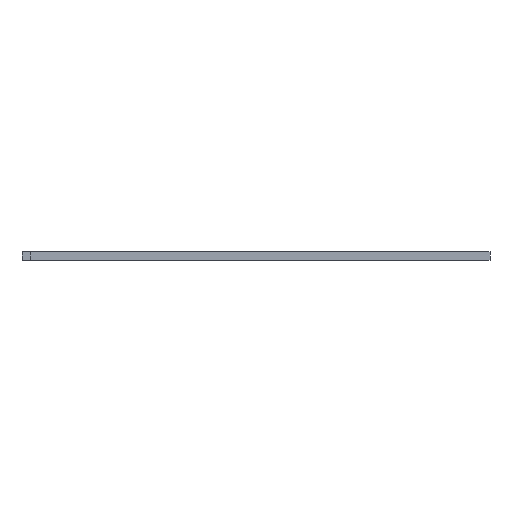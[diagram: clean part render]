
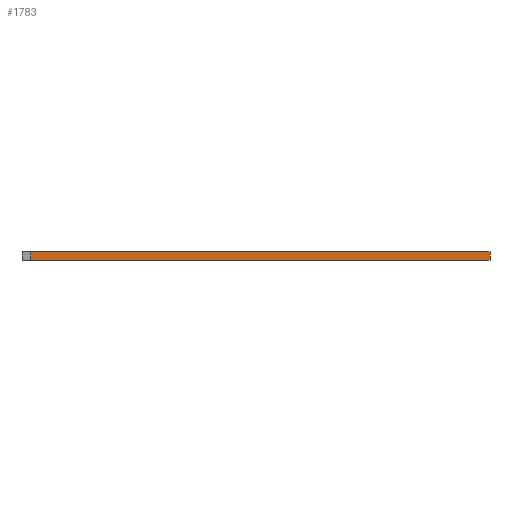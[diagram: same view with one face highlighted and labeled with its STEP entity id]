
A CAD part, front view. The second image highlights one B-rep face of the part: STEP entity #1783.
In plain terms, the highlighted planar face has unit normal (0, -1, 0).
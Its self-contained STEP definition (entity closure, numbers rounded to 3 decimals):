
#77=FACE_OUTER_BOUND('',#173,.T.);
#173=EDGE_LOOP('',(#1399,#1400,#1401,#1402));
#349=LINE('',#2607,#601);
#393=LINE('',#2694,#645);
#394=LINE('',#2697,#646);
#395=LINE('',#2698,#647);
#601=VECTOR('',#2139,10.);
#645=VECTOR('',#2185,10.);
#646=VECTOR('',#2188,10.);
#647=VECTOR('',#2189,10.);
#813=VERTEX_POINT('',#2604);
#814=VERTEX_POINT('',#2606);
#856=VERTEX_POINT('',#2692);
#857=VERTEX_POINT('',#2696);
#1021=EDGE_CURVE('',#813,#814,#349,.T.);
#1065=EDGE_CURVE('',#813,#856,#393,.T.);
#1066=EDGE_CURVE('',#857,#856,#394,.T.);
#1067=EDGE_CURVE('',#814,#857,#395,.T.);
#1399=ORIENTED_EDGE('',*,*,#1065,.T.);
#1400=ORIENTED_EDGE('',*,*,#1066,.F.);
#1401=ORIENTED_EDGE('',*,*,#1067,.F.);
#1402=ORIENTED_EDGE('',*,*,#1021,.F.);
#1697=PLANE('',#1889);
#1783=ADVANCED_FACE('',(#77),#1697,.T.);
#1889=AXIS2_PLACEMENT_3D('',#2695,#2186,#2187);
#2139=DIRECTION('',(-1.,0.,0.));
#2185=DIRECTION('',(0.,0.,1.));
#2186=DIRECTION('center_axis',(0.,-1.,0.));
#2187=DIRECTION('ref_axis',(1.,0.,0.));
#2188=DIRECTION('',(1.,0.,0.));
#2189=DIRECTION('',(0.,0.,1.));
#2604=CARTESIAN_POINT('',(105.,-280.,-2.));
#2606=CARTESIAN_POINT('',(-101.,-280.,-2.));
#2607=CARTESIAN_POINT('',(-105.,-280.,-2.));
#2692=CARTESIAN_POINT('',(105.,-280.,2.));
#2694=CARTESIAN_POINT('',(105.,-280.,0.));
#2695=CARTESIAN_POINT('Origin',(-101.,-280.,0.));
#2696=CARTESIAN_POINT('',(-101.,-280.,2.));
#2697=CARTESIAN_POINT('',(-105.,-280.,2.));
#2698=CARTESIAN_POINT('',(-101.,-280.,0.));
